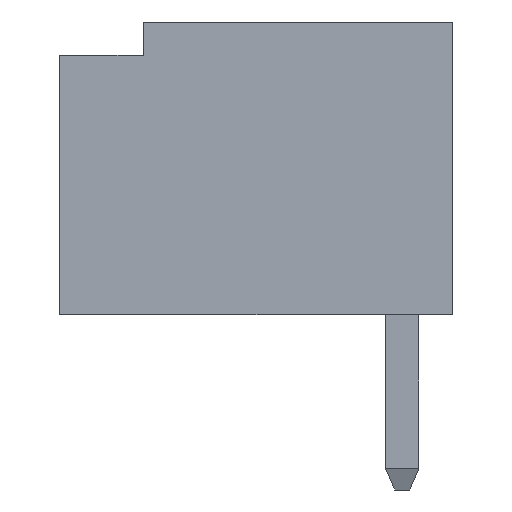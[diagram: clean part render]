
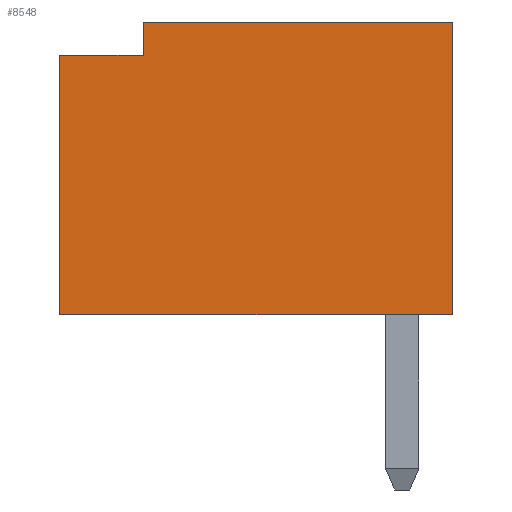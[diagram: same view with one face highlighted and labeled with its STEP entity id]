
A CAD part, left-side view. The second image highlights one B-rep face of the part: STEP entity #8548.
In plain terms, the highlighted planar face has unit normal (-1, 0, 0).
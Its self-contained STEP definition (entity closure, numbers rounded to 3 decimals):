
#5=DIRECTION('',(0.,0.,1.));
#6=VECTOR('',#5,3.5);
#7=CARTESIAN_POINT('',(-10.25,0.,-1.75));
#8=LINE('',#7,#6);
#57=DIRECTION('',(0.,1.,0.));
#58=VECTOR('',#57,3.7);
#59=CARTESIAN_POINT('',(-10.25,0.,1.75));
#60=LINE('',#59,#58);
#993=DIRECTION('',(0.,0.,1.));
#994=VECTOR('',#993,3.1);
#995=CARTESIAN_POINT('',(-10.25,4.7,-1.75));
#996=LINE('',#995,#994);
#1121=DIRECTION('',(0.,-1.,0.));
#1122=VECTOR('',#1121,1.);
#1123=CARTESIAN_POINT('',(-10.25,4.7,1.35));
#1124=LINE('',#1123,#1122);
#1125=DIRECTION('',(0.,0.,-1.));
#1126=VECTOR('',#1125,0.4);
#1127=CARTESIAN_POINT('',(-10.25,3.7,1.75));
#1128=LINE('',#1127,#1126);
#1129=DIRECTION('',(0.,1.,0.));
#1130=VECTOR('',#1129,4.7);
#1131=CARTESIAN_POINT('',(-10.25,0.,-1.75));
#1132=LINE('',#1131,#1130);
#5707=CARTESIAN_POINT('',(-10.25,0.,-1.75));
#5708=CARTESIAN_POINT('',(-10.25,0.,1.75));
#5709=VERTEX_POINT('',#5707);
#5710=VERTEX_POINT('',#5708);
#5729=CARTESIAN_POINT('',(-10.25,4.7,-1.75));
#5730=VERTEX_POINT('',#5729);
#5755=CARTESIAN_POINT('',(-10.25,4.7,1.35));
#5756=CARTESIAN_POINT('',(-10.25,3.7,1.35));
#5757=VERTEX_POINT('',#5755);
#5758=VERTEX_POINT('',#5756);
#5759=CARTESIAN_POINT('',(-10.25,3.7,1.75));
#5760=VERTEX_POINT('',#5759);
#8533=CARTESIAN_POINT('',(-10.25,0.,-1.75));
#8534=DIRECTION('',(-1.,0.,0.));
#8535=DIRECTION('',(0.,0.,1.));
#8536=AXIS2_PLACEMENT_3D('',#8533,#8534,#8535);
#8537=PLANE('',#8536);
#8539=ORIENTED_EDGE('',*,*,#8538,.T.);
#8540=ORIENTED_EDGE('',*,*,#8522,.F.);
#8541=ORIENTED_EDGE('',*,*,#7537,.F.);
#8542=ORIENTED_EDGE('',*,*,#7480,.F.);
#8544=ORIENTED_EDGE('',*,*,#8543,.T.);
#8545=ORIENTED_EDGE('',*,*,#8384,.T.);
#8546=EDGE_LOOP('',(#8539,#8540,#8541,#8542,#8544,#8545));
#8547=FACE_OUTER_BOUND('',#8546,.F.);
#7480=EDGE_CURVE('',#5709,#5710,#8,.T.);
#7537=EDGE_CURVE('',#5710,#5760,#60,.T.);
#8384=EDGE_CURVE('',#5730,#5757,#996,.T.);
#8522=EDGE_CURVE('',#5760,#5758,#1128,.T.);
#8538=EDGE_CURVE('',#5757,#5758,#1124,.T.);
#8543=EDGE_CURVE('',#5709,#5730,#1132,.T.);
#8548=ADVANCED_FACE('',(#8547),#8537,.T.);
